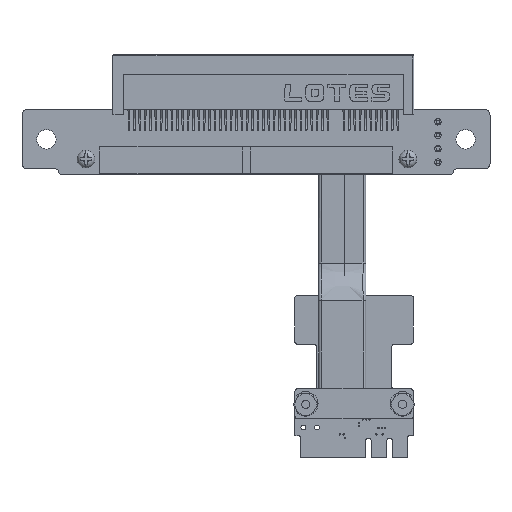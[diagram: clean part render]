
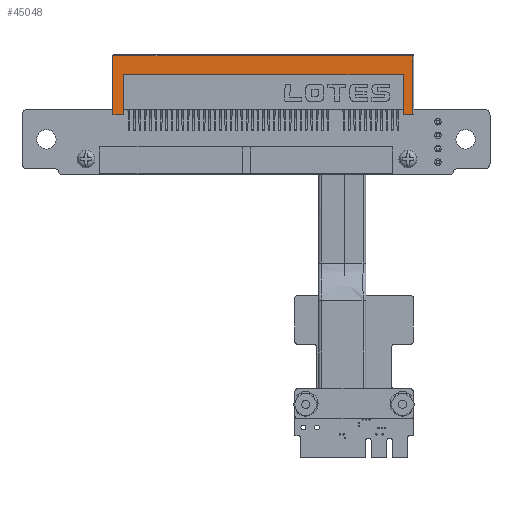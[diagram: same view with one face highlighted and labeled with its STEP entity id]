
A CAD part, top view. The second image highlights one B-rep face of the part: STEP entity #45048.
In plain terms, the highlighted planar face has unit normal (0, 0, 1).
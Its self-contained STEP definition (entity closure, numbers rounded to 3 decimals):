
#44763 = VERTEX_POINT('',#44764);
#44764 = CARTESIAN_POINT('',(-41.5,0.,3.675));
#44779 = VERTEX_POINT('',#44780);
#44780 = CARTESIAN_POINT('',(-39.5,0.,3.675));
#44786 = EDGE_CURVE('',#44763,#44779,#44787,.T.);
#44787 = LINE('',#44788,#44789);
#44788 = CARTESIAN_POINT('',(-41.5,0.,3.675));
#44789 = VECTOR('',#44790,1.);
#44790 = DIRECTION('',(1.,0.,0.));
#44811 = VERTEX_POINT('',#44812);
#44812 = CARTESIAN_POINT('',(14.3,0.,3.675));
#44819 = EDGE_CURVE('',#44820,#44811,#44822,.T.);
#44820 = VERTEX_POINT('',#44821);
#44821 = CARTESIAN_POINT('',(12.5,0.,3.675));
#44822 = LINE('',#44823,#44824);
#44823 = CARTESIAN_POINT('',(-41.5,0.,3.675));
#44824 = VECTOR('',#44825,1.);
#44825 = DIRECTION('',(1.,0.,0.));
#44866 = VERTEX_POINT('',#44867);
#44867 = CARTESIAN_POINT('',(-39.5,7.45,3.675));
#44873 = EDGE_CURVE('',#44866,#44779,#44874,.T.);
#44874 = LINE('',#44875,#44876);
#44875 = CARTESIAN_POINT('',(-39.5,1.,3.675));
#44876 = VECTOR('',#44877,1.);
#44877 = DIRECTION('',(0.,-1.,0.));
#44902 = EDGE_CURVE('',#44903,#44820,#44905,.T.);
#44903 = VERTEX_POINT('',#44904);
#44904 = CARTESIAN_POINT('',(12.5,7.45,3.675));
#44905 = LINE('',#44906,#44907);
#44906 = CARTESIAN_POINT('',(12.5,1.,3.675));
#44907 = VECTOR('',#44908,1.);
#44908 = DIRECTION('',(0.,-1.,0.));
#45014 = EDGE_CURVE('',#45015,#44763,#45017,.T.);
#45015 = VERTEX_POINT('',#45016);
#45016 = CARTESIAN_POINT('',(-41.5,10.95,3.675));
#45017 = LINE('',#45018,#45019);
#45018 = CARTESIAN_POINT('',(-41.5,11.15,3.675));
#45019 = VECTOR('',#45020,1.);
#45020 = DIRECTION('',(0.,-1.,0.));
#45048 = ADVANCED_FACE('',(#45049),#45076,.F.);
#45049 = FACE_BOUND('',#45050,.T.);
#45050 = EDGE_LOOP('',(#45051,#45059,#45065,#45066,#45067,#45068,#45074,
    #45075));
#45051 = ORIENTED_EDGE('',*,*,#45052,.T.);
#45052 = EDGE_CURVE('',#44811,#45053,#45055,.T.);
#45053 = VERTEX_POINT('',#45054);
#45054 = CARTESIAN_POINT('',(14.3,10.95,3.675));
#45055 = LINE('',#45056,#45057);
#45056 = CARTESIAN_POINT('',(14.3,11.15,3.675));
#45057 = VECTOR('',#45058,1.);
#45058 = DIRECTION('',(0.,1.,0.));
#45059 = ORIENTED_EDGE('',*,*,#45060,.T.);
#45060 = EDGE_CURVE('',#45053,#45015,#45061,.T.);
#45061 = LINE('',#45062,#45063);
#45062 = CARTESIAN_POINT('',(-41.5,10.95,3.675));
#45063 = VECTOR('',#45064,1.);
#45064 = DIRECTION('',(-1.,0.,0.));
#45065 = ORIENTED_EDGE('',*,*,#45014,.T.);
#45066 = ORIENTED_EDGE('',*,*,#44786,.T.);
#45067 = ORIENTED_EDGE('',*,*,#44873,.F.);
#45068 = ORIENTED_EDGE('',*,*,#45069,.F.);
#45069 = EDGE_CURVE('',#44903,#44866,#45070,.T.);
#45070 = LINE('',#45071,#45072);
#45071 = CARTESIAN_POINT('',(-39.5,7.45,3.675));
#45072 = VECTOR('',#45073,1.);
#45073 = DIRECTION('',(-1.,0.,0.));
#45074 = ORIENTED_EDGE('',*,*,#44902,.T.);
#45075 = ORIENTED_EDGE('',*,*,#44819,.T.);
#45076 = PLANE('',#45077);
#45077 = AXIS2_PLACEMENT_3D('',#45078,#45079,#45080);
#45078 = CARTESIAN_POINT('',(-41.5,11.15,3.675));
#45079 = DIRECTION('',(0.,0.,-1.));
#45080 = DIRECTION('',(-1.,0.,0.));
